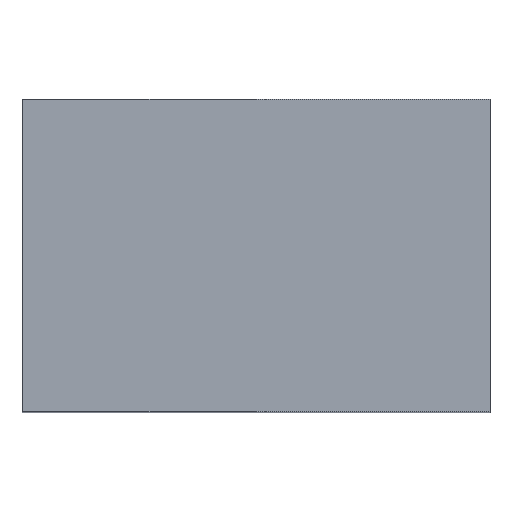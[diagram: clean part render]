
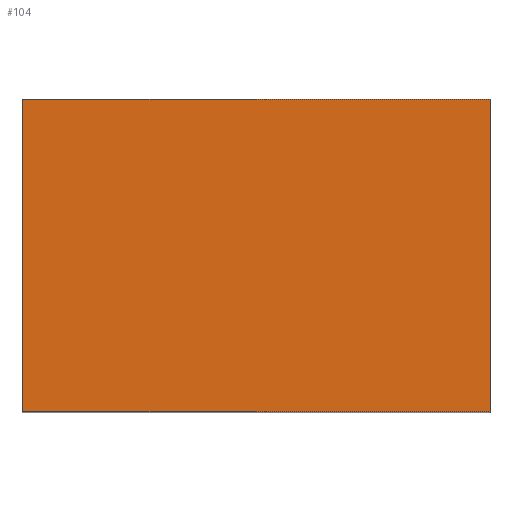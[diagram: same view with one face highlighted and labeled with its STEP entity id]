
A CAD part, top view. The second image highlights one B-rep face of the part: STEP entity #104.
In plain terms, the highlighted planar face has unit normal (0, 0, 1).
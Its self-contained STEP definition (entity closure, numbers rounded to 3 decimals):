
#18=FACE_OUTER_BOUND('',#24,.T.);
#24=EDGE_LOOP('',(#83,#84,#85,#86));
#28=LINE('',#153,#40);
#36=LINE('',#168,#48);
#37=LINE('',#170,#49);
#38=LINE('',#171,#50);
#40=VECTOR('',#126,10.);
#48=VECTOR('',#138,10.);
#49=VECTOR('',#141,10.);
#50=VECTOR('',#142,10.);
#52=VERTEX_POINT('',#150);
#53=VERTEX_POINT('',#152);
#57=VERTEX_POINT('',#164);
#58=VERTEX_POINT('',#166);
#60=EDGE_CURVE('',#52,#53,#28,.T.);
#68=EDGE_CURVE('',#57,#58,#36,.T.);
#69=EDGE_CURVE('',#52,#57,#37,.T.);
#70=EDGE_CURVE('',#53,#58,#38,.T.);
#83=ORIENTED_EDGE('',*,*,#69,.T.);
#84=ORIENTED_EDGE('',*,*,#68,.T.);
#85=ORIENTED_EDGE('',*,*,#70,.F.);
#86=ORIENTED_EDGE('',*,*,#60,.F.);
#98=PLANE('',#118);
#104=ADVANCED_FACE('',(#18),#98,.T.);
#118=AXIS2_PLACEMENT_3D('',#169,#139,#140);
#126=DIRECTION('',(1.,0.,0.));
#138=DIRECTION('',(1.,0.,0.));
#139=DIRECTION('center_axis',(0.,0.,1.));
#140=DIRECTION('ref_axis',(0.,-1.,0.));
#141=DIRECTION('',(0.,-1.,0.));
#142=DIRECTION('',(0.,-1.,0.));
#150=CARTESIAN_POINT('',(0.,1.342,1.061));
#152=CARTESIAN_POINT('',(10.,1.342,1.061));
#153=CARTESIAN_POINT('',(0.,1.342,1.061));
#164=CARTESIAN_POINT('',(0.,-5.337,1.061));
#166=CARTESIAN_POINT('',(10.,-5.337,1.061));
#168=CARTESIAN_POINT('',(0.,-5.337,1.061));
#169=CARTESIAN_POINT('Origin',(0.,1.342,1.061));
#170=CARTESIAN_POINT('',(0.,1.342,1.061));
#171=CARTESIAN_POINT('',(10.,1.342,1.061));
